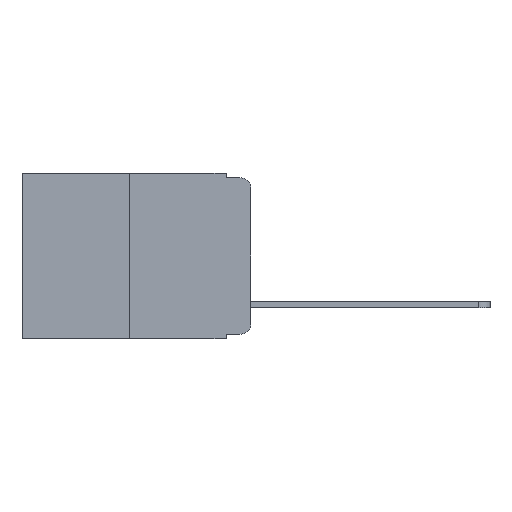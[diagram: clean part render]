
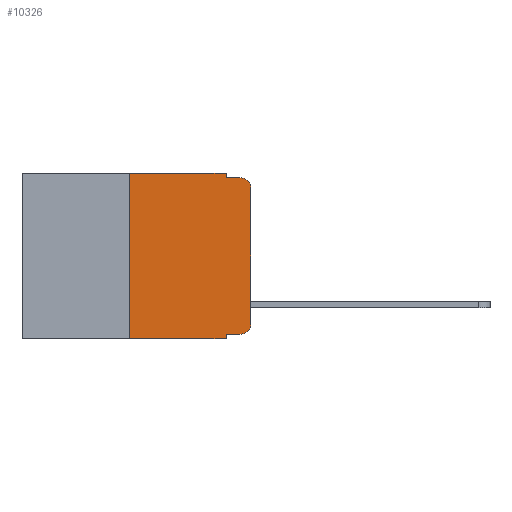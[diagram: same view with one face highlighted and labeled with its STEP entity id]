
A CAD part, left-side view. The second image highlights one B-rep face of the part: STEP entity #10326.
In plain terms, the highlighted planar face has unit normal (-1, 0, 0).
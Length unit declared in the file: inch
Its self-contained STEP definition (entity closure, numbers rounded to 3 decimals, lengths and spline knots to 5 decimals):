
#1023 = EDGE_CURVE ( 'NONE', #17745, #9534, #2283, .T. ) ;
#1495 = VECTOR ( 'NONE', #6941, 39.37008 ) ;
#1747 = VECTOR ( 'NONE', #3179, 39.37008 ) ;
#1892 = CARTESIAN_POINT ( 'NONE',  ( 0., 0.473, 0. ) ) ;
#1948 = ORIENTED_EDGE ( 'NONE', *, *, #6036, .F. ) ;
#2180 = DIRECTION ( 'NONE',  ( 0., -1., 0. ) ) ;
#2187 = CARTESIAN_POINT ( 'NONE',  ( 0., 0.25, 0. ) ) ;
#2283 = LINE ( 'NONE', #1892, #13561 ) ;
#2308 = CARTESIAN_POINT ( 'NONE',  ( 0., 0.051, 0. ) ) ;
#2543 = ORIENTED_EDGE ( 'NONE', *, *, #7539, .T. ) ;
#2584 = CARTESIAN_POINT ( 'NONE',  ( 0., 0.051, -0.01 ) ) ;
#2592 = CARTESIAN_POINT ( 'NONE',  ( 0., 0.473, 0. ) ) ;
#2749 = VERTEX_POINT ( 'NONE', #5391 ) ;
#2783 = CARTESIAN_POINT ( 'NONE',  ( 0., 0., 0. ) ) ;
#2796 = ORIENTED_EDGE ( 'NONE', *, *, #18470, .T. ) ;
#2876 = VECTOR ( 'NONE', #10062, 39.37008 ) ;
#3179 = DIRECTION ( 'NONE',  ( 0., -1., 0. ) ) ;
#3368 = DIRECTION ( 'NONE',  ( 0., -1., 0. ) ) ;
#3476 = EDGE_CURVE ( 'NONE', #9534, #15718, #18332, .T. ) ;
#3956 = EDGE_CURVE ( 'NONE', #12656, #2749, #15509, .T. ) ;
#3958 = CIRCLE ( 'NONE', #8001, 0.02 ) ;
#4185 = CARTESIAN_POINT ( 'NONE',  ( 0., 0., -0.313 ) ) ;
#5118 = ORIENTED_EDGE ( 'NONE', *, *, #9489, .F. ) ;
#5210 = CARTESIAN_POINT ( 'NONE',  ( 0., 0.02, -0.01 ) ) ;
#5391 = CARTESIAN_POINT ( 'NONE',  ( 0., 0.051, -0.343 ) ) ;
#5521 = VERTEX_POINT ( 'NONE', #15640 ) ;
#5529 = VERTEX_POINT ( 'NONE', #18566 ) ;
#5548 = ORIENTED_EDGE ( 'NONE', *, *, #17288, .T. ) ;
#5630 = FACE_OUTER_BOUND ( 'NONE', #16888, .T. ) ;
#5932 = CARTESIAN_POINT ( 'NONE',  ( 0., 0.25, 0. ) ) ;
#6036 = EDGE_CURVE ( 'NONE', #15718, #18868, #10385, .T. ) ;
#6121 = VECTOR ( 'NONE', #17181, 39.37008 ) ;
#6476 = VECTOR ( 'NONE', #2180, 39.37008 ) ;
#6941 = DIRECTION ( 'NONE',  ( 0., 0., -1. ) ) ;
#7325 = DIRECTION ( 'NONE',  ( 0., 0., 1. ) ) ;
#7539 = EDGE_CURVE ( 'NONE', #12656, #5521, #19113, .T. ) ;
#8001 = AXIS2_PLACEMENT_3D ( 'NONE', #11454, #18899, #14662 ) ;
#8661 = CIRCLE ( 'NONE', #13760, 0.02 ) ;
#8696 = ORIENTED_EDGE ( 'NONE', *, *, #3956, .F. ) ;
#8946 = CARTESIAN_POINT ( 'NONE',  ( 0., 0.473, -0.343 ) ) ;
#9489 = EDGE_CURVE ( 'NONE', #5529, #17745, #10043, .T. ) ;
#9534 = VERTEX_POINT ( 'NONE', #2308 ) ;
#9567 = VERTEX_POINT ( 'NONE', #18411 ) ;
#10043 = LINE ( 'NONE', #2187, #6121 ) ;
#10061 = DIRECTION ( 'NONE',  ( 0., 0., -1. ) ) ;
#10062 = DIRECTION ( 'NONE',  ( 0., 0., -1. ) ) ;
#10326 = ADVANCED_FACE ( 'NONE', ( #5630 ), #14426, .F. ) ;
#10329 = VERTEX_POINT ( 'NONE', #4185 ) ;
#10385 = LINE ( 'NONE', #18404, #6476 ) ;
#11407 = CARTESIAN_POINT ( 'NONE',  ( 0., 0.051, 0. ) ) ;
#11454 = CARTESIAN_POINT ( 'NONE',  ( 0., 0.02, -0.313 ) ) ;
#11472 = EDGE_CURVE ( 'NONE', #5521, #10329, #3958, .T. ) ;
#11667 = DIRECTION ( 'NONE',  ( 1., 0., 0. ) ) ;
#11704 = CARTESIAN_POINT ( 'NONE',  ( 0., 0.051, -0.333 ) ) ;
#12404 = CARTESIAN_POINT ( 'NONE',  ( 0., 0.02, -0.03 ) ) ;
#12656 = VERTEX_POINT ( 'NONE', #13354 ) ;
#13022 = AXIS2_PLACEMENT_3D ( 'NONE', #2592, #11667, #10061 ) ;
#13231 = ORIENTED_EDGE ( 'NONE', *, *, #11472, .T. ) ;
#13306 = DIRECTION ( 'NONE',  ( 0., -1., 0. ) ) ;
#13354 = CARTESIAN_POINT ( 'NONE',  ( 0., 0.051, -0.333 ) ) ;
#13430 = VECTOR ( 'NONE', #7325, 39.37008 ) ;
#13561 = VECTOR ( 'NONE', #3368, 39.37008 ) ;
#13760 = AXIS2_PLACEMENT_3D ( 'NONE', #12404, #15482, #18406 ) ;
#14192 = LINE ( 'NONE', #8946, #1747 ) ;
#14291 = CARTESIAN_POINT ( 'NONE',  ( 0., 0.051, 0. ) ) ;
#14426 = PLANE ( 'NONE',  #13022 ) ;
#14635 = EDGE_CURVE ( 'NONE', #9567, #18868, #8661, .T. ) ;
#14662 = DIRECTION ( 'NONE',  ( 0., 0., -1. ) ) ;
#15147 = ORIENTED_EDGE ( 'NONE', *, *, #14635, .T. ) ;
#15269 = LINE ( 'NONE', #2783, #13430 ) ;
#15482 = DIRECTION ( 'NONE',  ( -1., 0., 0. ) ) ;
#15509 = LINE ( 'NONE', #14291, #1495 ) ;
#15640 = CARTESIAN_POINT ( 'NONE',  ( 0., 0.02, -0.333 ) ) ;
#15709 = ORIENTED_EDGE ( 'NONE', *, *, #3476, .F. ) ;
#15718 = VERTEX_POINT ( 'NONE', #2584 ) ;
#16888 = EDGE_LOOP ( 'NONE', ( #2796, #15147, #1948, #15709, #17655, #5118, #5548, #8696, #2543, #13231 ) ) ;
#17181 = DIRECTION ( 'NONE',  ( 0., 0., 1. ) ) ;
#17258 = VECTOR ( 'NONE', #13306, 39.37008 ) ;
#17288 = EDGE_CURVE ( 'NONE', #5529, #2749, #14192, .T. ) ;
#17655 = ORIENTED_EDGE ( 'NONE', *, *, #1023, .F. ) ;
#17745 = VERTEX_POINT ( 'NONE', #5932 ) ;
#18332 = LINE ( 'NONE', #11407, #2876 ) ;
#18404 = CARTESIAN_POINT ( 'NONE',  ( 0., 0.051, -0.01 ) ) ;
#18406 = DIRECTION ( 'NONE',  ( 0., 0., -1. ) ) ;
#18411 = CARTESIAN_POINT ( 'NONE',  ( 0., 0., -0.03 ) ) ;
#18470 = EDGE_CURVE ( 'NONE', #10329, #9567, #15269, .T. ) ;
#18566 = CARTESIAN_POINT ( 'NONE',  ( 0., 0.25, -0.343 ) ) ;
#18868 = VERTEX_POINT ( 'NONE', #5210 ) ;
#18899 = DIRECTION ( 'NONE',  ( -1., 0., 0. ) ) ;
#19113 = LINE ( 'NONE', #11704, #17258 ) ;
